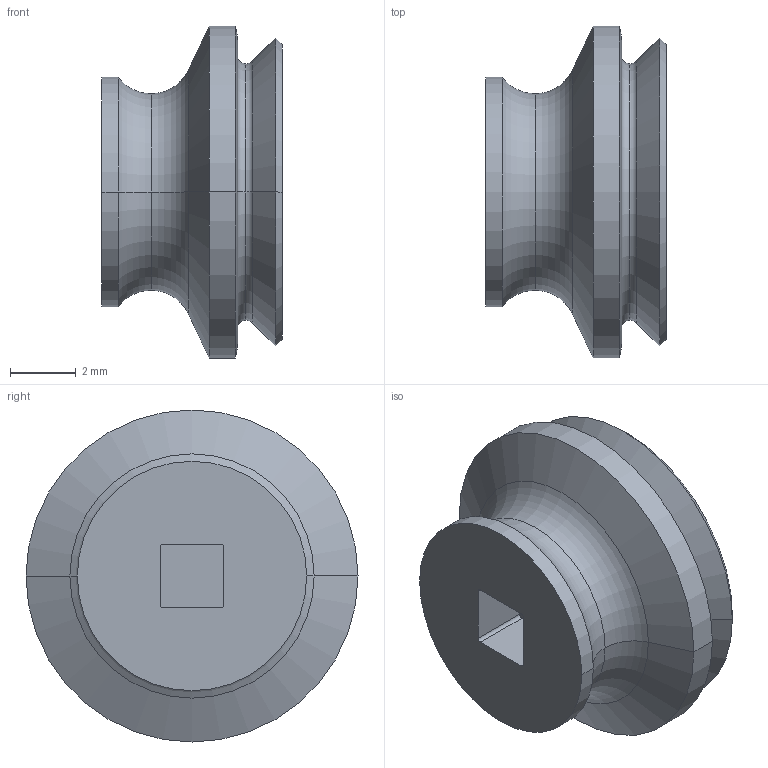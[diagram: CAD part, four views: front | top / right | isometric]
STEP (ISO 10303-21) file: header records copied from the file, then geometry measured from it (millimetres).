
FILE_DESCRIPTION (( 'STEP AP214' ), '1' );
FILE_NAME ('CC2_Secondary.STEP', '2024-11-07T14:01:29', ( '' ), ( '' ), 'SwSTEP 2.0', 'SolidWorks 2023', '' );
FILE_SCHEMA (( 'AUTOMOTIVE_DESIGN' ));
Length unit declared in the file: millimetre
Products named in the file (1): CC2_Secondary
Bounding box: 5.5 x 10.13 x 10.13 mm (x, y, z)
Volume: 214.9 mm3; surface area: 343.3 mm2
Topology: 1 solids, 1 shells, 51 faces, 116 edges, 70 vertices
Faces by surface type: plane 17, torus 14, cone 12, cylinder 8
Entity records: 1473 total; most frequent: CARTESIAN_POINT 286, DIRECTION 264, ORIENTED_EDGE 232, EDGE_CURVE 116, AXIS2_PLACEMENT_3D 112, VERTEX_POINT 70, CIRCLE 60, EDGE_LOOP 54
